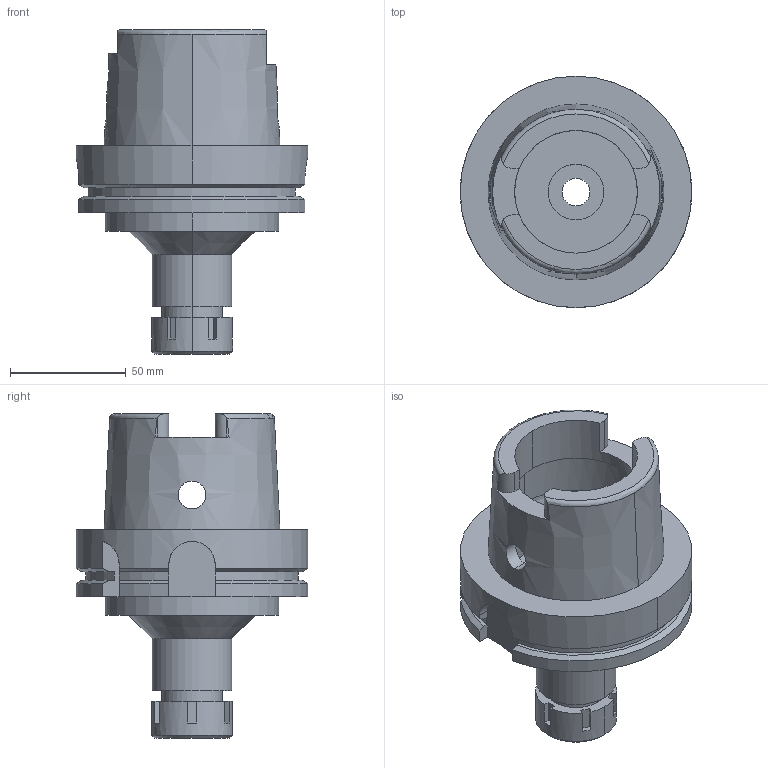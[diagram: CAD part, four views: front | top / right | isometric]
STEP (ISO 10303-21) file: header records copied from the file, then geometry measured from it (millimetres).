
FILE_DESCRIPTION((''),'2;1');
FILE_NAME('HA100NB13090-130_ASM','2017-11-08T',('ykawabe'),(''),'CREO PARAMETRIC BY PTC INC, 2016380','CREO PARAMETRIC BY PTC INC, 2016380','');
FILE_SCHEMA(('AUTOMOTIVE_DESIGN { 1 0 10303 214 1 1 1 1 }'));
Length unit declared in the file: millimetre
Products named in the file (5): HSK-A100-NBS13-90_1; NBC13-13_1; NBN13_1; DXF_TEMP_ASSY_ASM_4_ASM; HA100NB13090-130_ASM
Assembly tree (4 placements, depth 3):
  HA100NB13090-130_ASM
    DXF_TEMP_ASSY_ASM_4_ASM
      HSK-A100-NBS13-90_1
      NBC13-13_1
      NBN13_1
Bounding box: 100 x 100 x 140 mm (x, y, z)
Volume: 333150.5 mm3; surface area: 66302.5 mm2
Topology: 3 solids, 3 shells, 153 faces, 404 edges, 269 vertices
Faces by surface type: plane 71, cylinder 56, cone 22, torus 4
Entity records: 7070 total; most frequent: CARTESIAN_POINT 1163, DIRECTION 887, ORIENTED_EDGE 808, PRESENTATION_STYLE_ASSIGNMENT 412, STYLED_ITEM 412, CURVE_STYLE 409, EDGE_CURVE 404, AXIS2_PLACEMENT_3D 347
